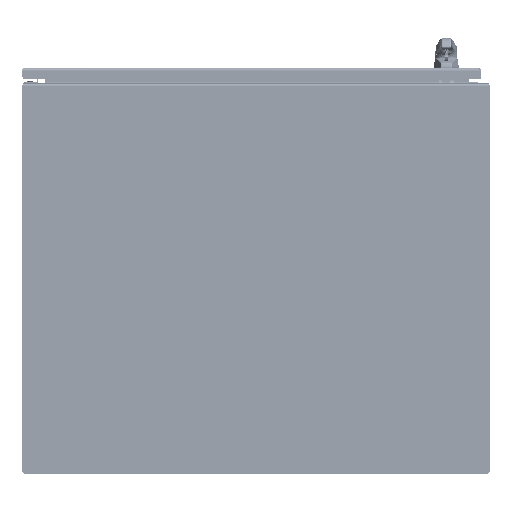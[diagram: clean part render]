
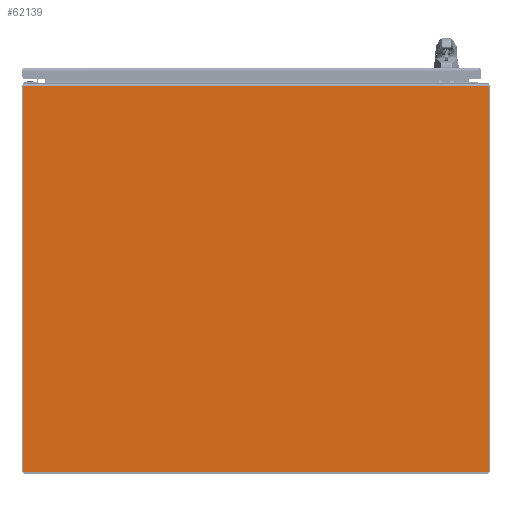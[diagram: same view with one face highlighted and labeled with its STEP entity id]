
A CAD part, front view. The second image highlights one B-rep face of the part: STEP entity #62139.
In plain terms, the highlighted face is planar.
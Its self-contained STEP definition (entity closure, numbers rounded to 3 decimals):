
#9605=PLANE('',#65816);
#10584=FACE_OUTER_BOUND('',#13276,.T.);
#13276=EDGE_LOOP('',(#47119,#47120,#47121,#47122));
#19648=LINE('',#88638,#23927);
#19654=LINE('',#88656,#23933);
#19657=LINE('',#88662,#23936);
#19658=LINE('',#88663,#23937);
#23927=VECTOR('',#72398,0.394);
#23933=VECTOR('',#72422,0.394);
#23936=VECTOR('',#72427,0.394);
#23937=VECTOR('',#72428,0.394);
#28136=VERTEX_POINT('',#88635);
#28137=VERTEX_POINT('',#88637);
#28140=VERTEX_POINT('',#88655);
#28142=VERTEX_POINT('',#88661);
#36957=EDGE_CURVE('',#28137,#28136,#19648,.T.);
#36966=EDGE_CURVE('',#28137,#28140,#19654,.T.);
#36969=EDGE_CURVE('',#28142,#28136,#19657,.T.);
#36970=EDGE_CURVE('',#28140,#28142,#19658,.T.);
#47119=ORIENTED_EDGE('',*,*,#36957,.T.);
#47120=ORIENTED_EDGE('',*,*,#36969,.F.);
#47121=ORIENTED_EDGE('',*,*,#36970,.F.);
#47122=ORIENTED_EDGE('',*,*,#36966,.F.);
#62139=ADVANCED_FACE('',(#10584),#9605,.T.);
#65816=AXIS2_PLACEMENT_3D('',#88660,#72425,#72426);
#72398=DIRECTION('',(1.,0.,0.));
#72422=DIRECTION('',(0.,1.,0.));
#72425=DIRECTION('center_axis',(0.,0.,1.));
#72426=DIRECTION('ref_axis',(1.,0.,0.));
#72427=DIRECTION('',(0.,-1.,0.));
#72428=DIRECTION('',(1.,0.,0.));
#88635=CARTESIAN_POINT('',(17.961,-14.816,0.102));
#88637=CARTESIAN_POINT('',(-17.961,-14.816,0.102));
#88638=CARTESIAN_POINT('',(-8.98,-14.816,0.102));
#88655=CARTESIAN_POINT('',(-17.961,15.012,0.102));
#88656=CARTESIAN_POINT('',(-17.961,-15.012,0.102));
#88660=CARTESIAN_POINT('Origin',(0.,0.,
0.102));
#88661=CARTESIAN_POINT('',(17.961,15.012,0.102));
#88662=CARTESIAN_POINT('',(17.961,15.012,0.102));
#88663=CARTESIAN_POINT('',(-17.961,15.012,0.102));
